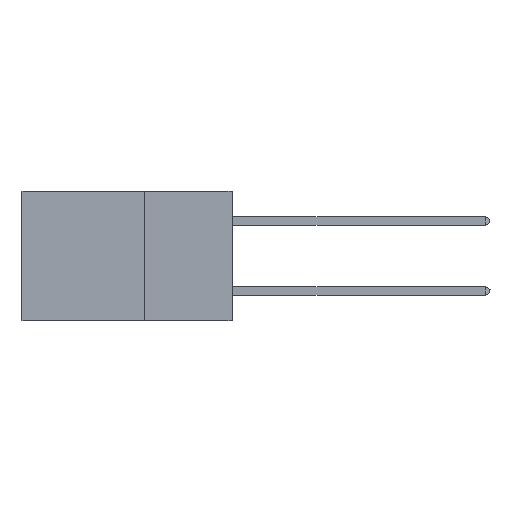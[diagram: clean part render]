
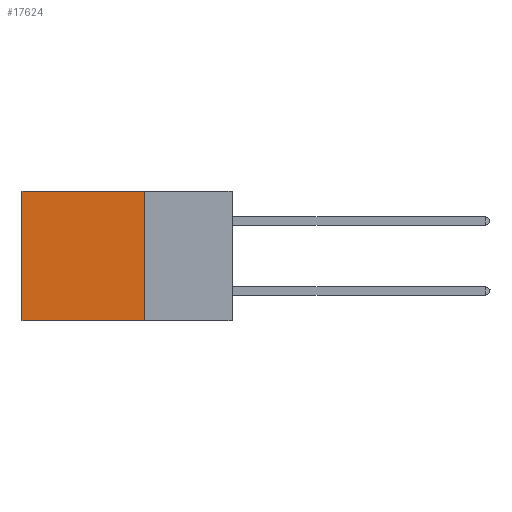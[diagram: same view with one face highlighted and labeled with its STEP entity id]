
A CAD part, left-side view. The second image highlights one B-rep face of the part: STEP entity #17624.
In plain terms, the highlighted planar face has unit normal (-1, 0, 0).
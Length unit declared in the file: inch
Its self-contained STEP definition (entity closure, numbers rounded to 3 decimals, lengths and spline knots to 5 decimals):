
#576 = CARTESIAN_POINT ( 'NONE',  ( 0.2875, 0.25, 0. ) ) ;
#619 = ORIENTED_EDGE ( 'NONE', *, *, #14397, .F. ) ;
#3211 = VECTOR ( 'NONE', #31495, 39.37008 ) ;
#3849 = VECTOR ( 'NONE', #4963, 39.37008 ) ;
#4355 = EDGE_CURVE ( 'NONE', #37213, #23587, #24236, .T. ) ;
#4963 = DIRECTION ( 'NONE',  ( 0., 1., 0. ) ) ;
#5201 = EDGE_LOOP ( 'NONE', ( #10392, #22797, #619, #14642 ) ) ;
#6113 = CARTESIAN_POINT ( 'NONE',  ( 0.2875, 0.6, 0. ) ) ;
#6345 = PLANE ( 'NONE',  #27370 ) ;
#7997 = FACE_OUTER_BOUND ( 'NONE', #5201, .T. ) ;
#10392 = ORIENTED_EDGE ( 'NONE', *, *, #4355, .T. ) ;
#11988 = LINE ( 'NONE', #19384, #3849 ) ;
#12605 = CARTESIAN_POINT ( 'NONE',  ( 0.2875, 0.25, 0. ) ) ;
#13679 = LINE ( 'NONE', #29641, #21795 ) ;
#14397 = EDGE_CURVE ( 'NONE', #21108, #32952, #24457, .T. ) ;
#14642 = ORIENTED_EDGE ( 'NONE', *, *, #29404, .T. ) ;
#15052 = CARTESIAN_POINT ( 'NONE',  ( 0.2875, 0.25, -0.37 ) ) ;
#17624 = ADVANCED_FACE ( 'NONE', ( #7997 ), #6345, .F. ) ;
#18240 = VECTOR ( 'NONE', #39377, 39.37008 ) ;
#18740 = CARTESIAN_POINT ( 'NONE',  ( 0.2875, 0.6, -0.37 ) ) ;
#19240 = CARTESIAN_POINT ( 'NONE',  ( 0.2875, 0.6, 0. ) ) ;
#19384 = CARTESIAN_POINT ( 'NONE',  ( 0.2875, 0.25, -0.37 ) ) ;
#21108 = VERTEX_POINT ( 'NONE', #576 ) ;
#21795 = VECTOR ( 'NONE', #32710, 39.37008 ) ;
#22593 = DIRECTION ( 'NONE',  ( 0., 0., -1. ) ) ;
#22797 = ORIENTED_EDGE ( 'NONE', *, *, #25110, .F. ) ;
#23587 = VERTEX_POINT ( 'NONE', #18740 ) ;
#24236 = LINE ( 'NONE', #19240, #3211 ) ;
#24457 = LINE ( 'NONE', #12605, #18240 ) ;
#25110 = EDGE_CURVE ( 'NONE', #32952, #23587, #11988, .T. ) ;
#27370 = AXIS2_PLACEMENT_3D ( 'NONE', #31394, #34584, #22593 ) ;
#29404 = EDGE_CURVE ( 'NONE', #21108, #37213, #13679, .T. ) ;
#29641 = CARTESIAN_POINT ( 'NONE',  ( 0.2875, 0.25, 0. ) ) ;
#31394 = CARTESIAN_POINT ( 'NONE',  ( 0.2875, 0.25, 0. ) ) ;
#31495 = DIRECTION ( 'NONE',  ( 0., 0., -1. ) ) ;
#32710 = DIRECTION ( 'NONE',  ( 0., 1., 0. ) ) ;
#32952 = VERTEX_POINT ( 'NONE', #15052 ) ;
#34584 = DIRECTION ( 'NONE',  ( 1., 0., 0. ) ) ;
#37213 = VERTEX_POINT ( 'NONE', #6113 ) ;
#39377 = DIRECTION ( 'NONE',  ( 0., 0., -1. ) ) ;
